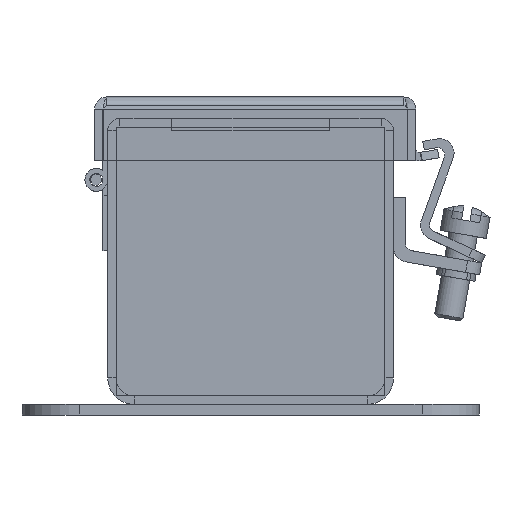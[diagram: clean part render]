
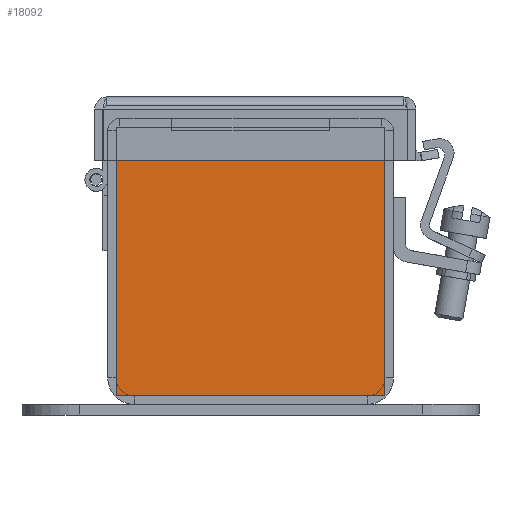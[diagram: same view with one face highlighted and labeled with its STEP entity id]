
A CAD part, left-side view. The second image highlights one B-rep face of the part: STEP entity #18092.
In plain terms, the highlighted face is planar.
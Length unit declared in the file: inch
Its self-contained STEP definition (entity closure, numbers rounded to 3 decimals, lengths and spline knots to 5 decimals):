
#499=PLANE('',#19224);
#1071=FACE_OUTER_BOUND('',#1969,.T.);
#1969=EDGE_LOOP('',(#11957,#11958,#11959,#11960,#11961,#11962,#11963,#11964,
#11965,#11966,#11967,#11968));
#3826=LINE('',#25937,#5708);
#3841=LINE('',#25973,#5723);
#3844=LINE('',#25980,#5726);
#3848=LINE('',#25987,#5730);
#3850=LINE('',#25991,#5732);
#3851=LINE('',#25993,#5733);
#3852=LINE('',#25995,#5734);
#3853=LINE('',#25997,#5735);
#3854=LINE('',#25999,#5736);
#3855=LINE('',#26001,#5737);
#3856=LINE('',#26003,#5738);
#3857=LINE('',#26004,#5739);
#5708=VECTOR('',#20910,0.3937);
#5723=VECTOR('',#20949,0.3937);
#5726=VECTOR('',#20954,0.3937);
#5730=VECTOR('',#20960,0.3937);
#5732=VECTOR('',#20964,0.3937);
#5733=VECTOR('',#20965,0.3937);
#5734=VECTOR('',#20966,0.3937);
#5735=VECTOR('',#20967,0.3937);
#5736=VECTOR('',#20968,0.3937);
#5737=VECTOR('',#20969,0.3937);
#5738=VECTOR('',#20970,0.3937);
#5739=VECTOR('',#20971,0.3937);
#7571=VERTEX_POINT('',#25934);
#7572=VERTEX_POINT('',#25936);
#7581=VERTEX_POINT('',#25972);
#7583=VERTEX_POINT('',#25978);
#7584=VERTEX_POINT('',#25979);
#7587=VERTEX_POINT('',#25990);
#7588=VERTEX_POINT('',#25992);
#7589=VERTEX_POINT('',#25994);
#7590=VERTEX_POINT('',#25996);
#7591=VERTEX_POINT('',#25998);
#7592=VERTEX_POINT('',#26000);
#7593=VERTEX_POINT('',#26002);
#9283=EDGE_CURVE('',#7572,#7571,#3826,.T.);
#9301=EDGE_CURVE('',#7581,#7572,#3841,.T.);
#9304=EDGE_CURVE('',#7583,#7584,#3844,.T.);
#9308=EDGE_CURVE('',#7584,#7581,#3848,.T.);
#9310=EDGE_CURVE('',#7571,#7587,#3850,.T.);
#9311=EDGE_CURVE('',#7587,#7588,#3851,.T.);
#9312=EDGE_CURVE('',#7588,#7589,#3852,.T.);
#9313=EDGE_CURVE('',#7590,#7589,#3853,.T.);
#9314=EDGE_CURVE('',#7591,#7590,#3854,.T.);
#9315=EDGE_CURVE('',#7592,#7591,#3855,.T.);
#9316=EDGE_CURVE('',#7593,#7592,#3856,.T.);
#9317=EDGE_CURVE('',#7583,#7593,#3857,.T.);
#11957=ORIENTED_EDGE('',*,*,#9304,.T.);
#11958=ORIENTED_EDGE('',*,*,#9308,.T.);
#11959=ORIENTED_EDGE('',*,*,#9301,.T.);
#11960=ORIENTED_EDGE('',*,*,#9283,.T.);
#11961=ORIENTED_EDGE('',*,*,#9310,.T.);
#11962=ORIENTED_EDGE('',*,*,#9311,.T.);
#11963=ORIENTED_EDGE('',*,*,#9312,.T.);
#11964=ORIENTED_EDGE('',*,*,#9313,.F.);
#11965=ORIENTED_EDGE('',*,*,#9314,.F.);
#11966=ORIENTED_EDGE('',*,*,#9315,.F.);
#11967=ORIENTED_EDGE('',*,*,#9316,.F.);
#11968=ORIENTED_EDGE('',*,*,#9317,.F.);
#18092=ADVANCED_FACE('',(#1071),#499,.F.);
#19224=AXIS2_PLACEMENT_3D('',#25989,#20962,#20963);
#20910=DIRECTION('',(1.,0.,0.));
#20949=DIRECTION('',(0.,1.,0.));
#20954=DIRECTION('',(0.,-1.,0.));
#20960=DIRECTION('',(1.,0.,0.));
#20962=DIRECTION('center_axis',(0.,0.,1.));
#20963=DIRECTION('ref_axis',(1.,0.,0.));
#20964=DIRECTION('',(0.,-1.,0.));
#20965=DIRECTION('',(1.,0.,0.));
#20966=DIRECTION('',(0.,1.,0.));
#20967=DIRECTION('',(-1.,0.,0.));
#20968=DIRECTION('',(0.,1.,0.));
#20969=DIRECTION('',(1.,0.,0.));
#20970=DIRECTION('',(0.,-1.,0.));
#20971=DIRECTION('',(-1.,0.,0.));
#25934=CARTESIAN_POINT('',(1.866,2.32075,0.));
#25936=CARTESIAN_POINT('',(0.486,2.32075,0.));
#25937=CARTESIAN_POINT('',(0.831,2.32075,0.));
#25972=CARTESIAN_POINT('',(0.486,2.32055,0.));
#25973=CARTESIAN_POINT('',(0.486,1.74828,0.));
#25978=CARTESIAN_POINT('',(0.4858,2.352,0.));
#25979=CARTESIAN_POINT('',(0.4858,2.32055,0.));
#25980=CARTESIAN_POINT('',(0.4858,1.764,0.));
#25987=CARTESIAN_POINT('',(0.8309,2.32055,0.));
#25989=CARTESIAN_POINT('Origin',(1.176,1.176,0.));
#25990=CARTESIAN_POINT('',(1.866,2.32055,0.));
#25991=CARTESIAN_POINT('',(1.866,1.764,0.));
#25992=CARTESIAN_POINT('',(1.8662,2.32055,0.));
#25993=CARTESIAN_POINT('',(1.521,2.32055,0.));
#25994=CARTESIAN_POINT('',(1.8662,2.352,0.));
#25995=CARTESIAN_POINT('',(1.8662,1.74828,0.));
#25996=CARTESIAN_POINT('',(2.352,2.352,0.));
#25997=CARTESIAN_POINT('',(2.352,2.352,0.));
#25998=CARTESIAN_POINT('',(2.352,0.,0.));
#25999=CARTESIAN_POINT('',(2.352,0.,0.));
#26000=CARTESIAN_POINT('',(0.,0.,0.));
#26001=CARTESIAN_POINT('',(0.,0.,0.));
#26002=CARTESIAN_POINT('',(0.,2.352,0.));
#26003=CARTESIAN_POINT('',(0.,2.352,0.));
#26004=CARTESIAN_POINT('',(2.352,2.352,0.));
